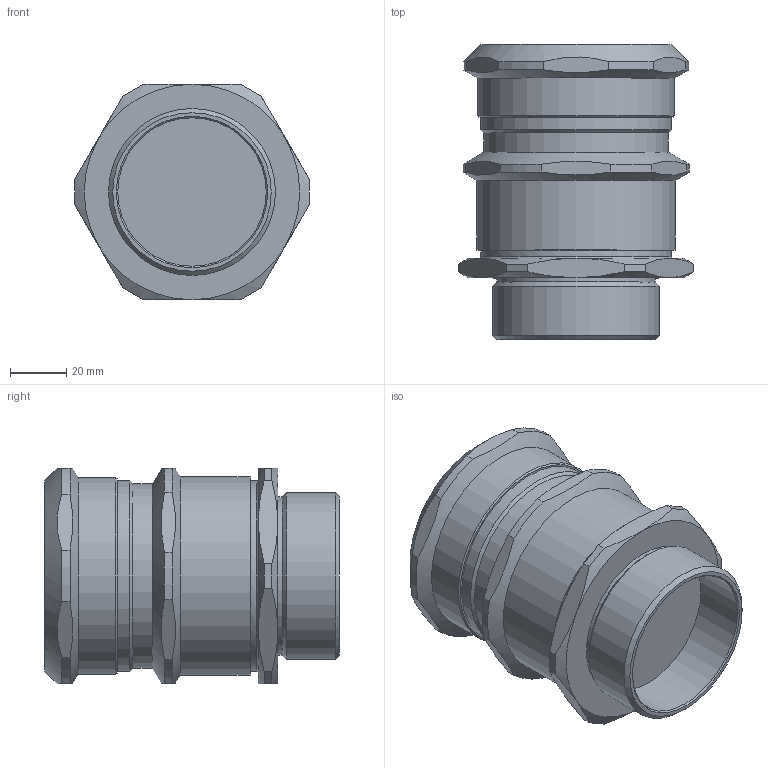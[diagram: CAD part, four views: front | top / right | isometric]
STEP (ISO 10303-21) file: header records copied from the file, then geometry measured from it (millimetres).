
FILE_DESCRIPTION(/* description */ ('','CAx-IF Rec.Pracs.---Representation and Presentation of Product Manufacturing Information (PMI)---4.0---2014-10-13'),/* implementation_level */ '2;1');
FILE_NAME(/* name */ 'ЗЭТАРУС ВКБ3-G2-51-57.stp',/* time_stamp */ '2023-01-26T16:34:47+07:00',/* author */ ('zeta-09'),/* organization */ (''),/* preprocessor_version */ 'ST-DEVELOPER v18.1',/* originating_system */ 'Autodesk Inventor 2021',/* authorisation */ '');
FILE_SCHEMA (('AP242_MANAGED_MODEL_BASED_3D_ENGINEERING_MIM_LF { 1 0 10303 442 1 1 4 }'));
Length unit declared in the file: millimetre
Products named in the file (1): Деталь32
Bounding box: 83.91 x 105.32 x 77 mm (x, y, z)
Volume: 357104.1 mm3; surface area: 44859.9 mm2
Topology: 1 solids, 3 shells, 79 faces, 188 edges, 119 vertices
Faces by surface type: plane 34, cone 23, cylinder 20, torus 2
Full cylindrical faces by diameter (mm): 53.014 x1, 56.614 x1, 59.614 x1, 66 x1, 68 x2, 70.4 x1, 70.9 x1
Entity records: 2451 total; most frequent: CARTESIAN_POINT 524, DIRECTION 387, ORIENTED_EDGE 374, EDGE_CURVE 188, AXIS2_PLACEMENT_3D 166, VERTEX_POINT 119, EDGE_LOOP 85, STYLED_ITEM 79
